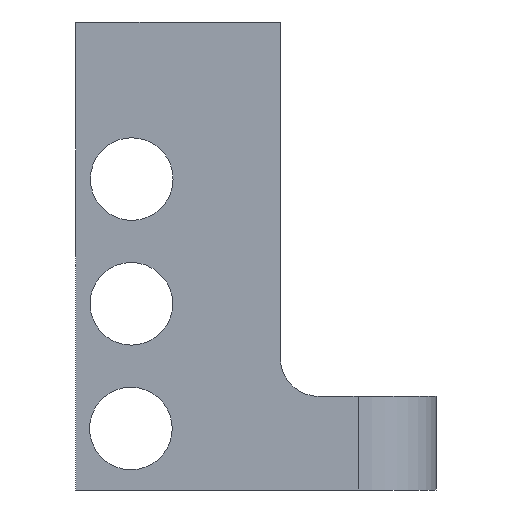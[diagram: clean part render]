
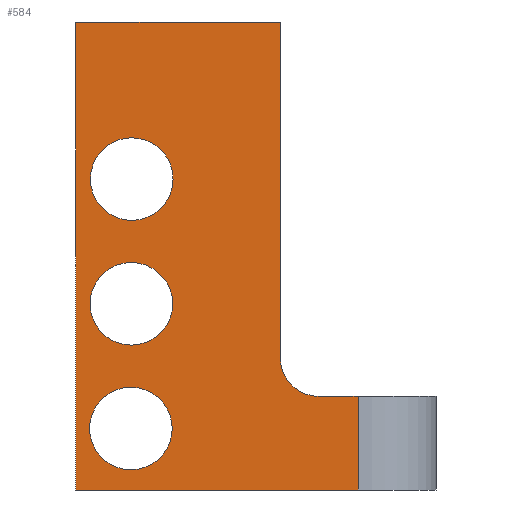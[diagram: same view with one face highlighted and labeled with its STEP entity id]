
A CAD part, left-side view. The second image highlights one B-rep face of the part: STEP entity #584.
In plain terms, the highlighted planar face has unit normal (-1, 0, 0).
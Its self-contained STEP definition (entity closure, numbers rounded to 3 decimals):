
#30=FACE_BOUND('',#124,.T.);
#31=FACE_BOUND('',#125,.T.);
#32=FACE_BOUND('',#126,.T.);
#48=PLANE('',#656);
#78=FACE_OUTER_BOUND('',#123,.T.);
#123=EDGE_LOOP('',(#531,#532,#533,#534,#535,#536,#537));
#124=EDGE_LOOP('',(#538));
#125=EDGE_LOOP('',(#539));
#126=EDGE_LOOP('',(#540));
#144=LINE('',#921,#194);
#145=LINE('',#925,#195);
#170=LINE('',#973,#220);
#171=LINE('',#975,#221);
#173=LINE('',#979,#223);
#176=LINE('',#984,#226);
#194=VECTOR('',#760,10.);
#195=VECTOR('',#763,10.);
#220=VECTOR('',#806,10.);
#221=VECTOR('',#809,10.);
#223=VECTOR('',#815,10.);
#226=VECTOR('',#822,10.);
#233=CIRCLE('',#609,2.65);
#237=CIRCLE('',#615,2.65);
#241=CIRCLE('',#621,2.65);
#246=CIRCLE('',#628,2.5);
#261=VERTEX_POINT('',#845);
#265=VERTEX_POINT('',#857);
#269=VERTEX_POINT('',#869);
#276=VERTEX_POINT('',#885);
#278=VERTEX_POINT('',#889);
#288=VERTEX_POINT('',#915);
#290=VERTEX_POINT('',#919);
#291=VERTEX_POINT('',#923);
#292=VERTEX_POINT('',#924);
#306=VERTEX_POINT('',#971);
#316=EDGE_CURVE('',#261,#261,#233,.T.);
#322=EDGE_CURVE('',#265,#265,#237,.T.);
#328=EDGE_CURVE('',#269,#269,#241,.T.);
#338=EDGE_CURVE('',#276,#278,#246,.T.);
#352=EDGE_CURVE('',#288,#290,#144,.T.);
#353=EDGE_CURVE('',#291,#292,#145,.T.);
#378=EDGE_CURVE('',#278,#306,#170,.T.);
#379=EDGE_CURVE('',#306,#291,#171,.T.);
#381=EDGE_CURVE('',#292,#288,#173,.T.);
#384=EDGE_CURVE('',#290,#276,#176,.T.);
#531=ORIENTED_EDGE('',*,*,#352,.T.);
#532=ORIENTED_EDGE('',*,*,#384,.T.);
#533=ORIENTED_EDGE('',*,*,#338,.T.);
#534=ORIENTED_EDGE('',*,*,#378,.T.);
#535=ORIENTED_EDGE('',*,*,#379,.T.);
#536=ORIENTED_EDGE('',*,*,#353,.T.);
#537=ORIENTED_EDGE('',*,*,#381,.T.);
#538=ORIENTED_EDGE('',*,*,#316,.T.);
#539=ORIENTED_EDGE('',*,*,#322,.T.);
#540=ORIENTED_EDGE('',*,*,#328,.T.);
#584=ADVANCED_FACE('',(#78,#30,#31,#32),#48,.F.);
#609=AXIS2_PLACEMENT_3D('',#846,#682,#683);
#615=AXIS2_PLACEMENT_3D('',#858,#696,#697);
#621=AXIS2_PLACEMENT_3D('',#870,#710,#711);
#628=AXIS2_PLACEMENT_3D('',#891,#729,#730);
#656=AXIS2_PLACEMENT_3D('',#985,#823,#824);
#682=DIRECTION('center_axis',(1.,0.,0.));
#683=DIRECTION('ref_axis',(0.,-1.,0.));
#696=DIRECTION('center_axis',(1.,0.,0.));
#697=DIRECTION('ref_axis',(0.,-1.,0.));
#710=DIRECTION('center_axis',(1.,0.,0.));
#711=DIRECTION('ref_axis',(0.,-1.,0.));
#729=DIRECTION('center_axis',(1.,0.,0.));
#730=DIRECTION('ref_axis',(0.,0.,-1.));
#760=DIRECTION('',(0.,0.,1.));
#763=DIRECTION('',(0.,0.,-1.));
#806=DIRECTION('',(0.,0.,1.));
#809=DIRECTION('',(0.,1.,0.));
#815=DIRECTION('',(0.,-1.,0.));
#822=DIRECTION('',(0.,1.,0.));
#823=DIRECTION('center_axis',(1.,0.,0.));
#824=DIRECTION('ref_axis',(0.,0.,-1.));
#845=CARTESIAN_POINT('',(-17.2,10.618,19.943));
#846=CARTESIAN_POINT('Origin',(-17.2,7.968,19.943));
#857=CARTESIAN_POINT('',(-17.2,10.647,11.943));
#858=CARTESIAN_POINT('Origin',(-17.2,7.997,11.943));
#869=CARTESIAN_POINT('',(-17.2,10.676,3.943));
#870=CARTESIAN_POINT('Origin',(-17.2,8.026,3.943));
#885=CARTESIAN_POINT('',(-17.2,-4.05,6.));
#889=CARTESIAN_POINT('',(-17.2,-1.55,8.5));
#891=CARTESIAN_POINT('Origin',(-17.2,-4.05,8.5));
#915=CARTESIAN_POINT('',(-17.2,-6.55,0.));
#919=CARTESIAN_POINT('',(-17.2,-6.55,6.));
#921=CARTESIAN_POINT('',(-17.2,-6.55,6.));
#923=CARTESIAN_POINT('',(-17.2,11.55,30.018));
#924=CARTESIAN_POINT('',(-17.2,11.55,0.));
#925=CARTESIAN_POINT('',(-17.2,11.55,13.301));
#971=CARTESIAN_POINT('',(-17.2,-1.55,30.018));
#973=CARTESIAN_POINT('',(-17.2,-1.55,15.426));
#975=CARTESIAN_POINT('',(-17.2,4.91,30.018));
#979=CARTESIAN_POINT('',(-17.2,0.197,0.));
#984=CARTESIAN_POINT('',(-17.2,-0.115,6.));
#985=CARTESIAN_POINT('Origin',(-17.2,6.94,11.593));
